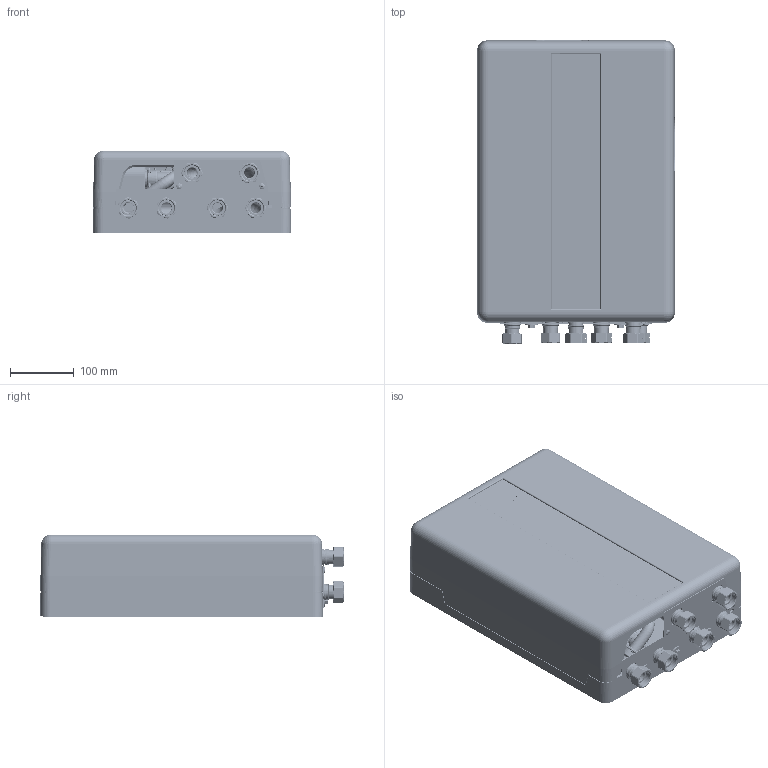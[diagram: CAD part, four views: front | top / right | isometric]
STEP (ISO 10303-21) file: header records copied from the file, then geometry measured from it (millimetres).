
FILE_DESCRIPTION (( 'STEP AP214' ), '1' );
FILE_NAME ('145B4171.STEP', '2023-09-12T08:56:32', ( '' ), ( '' ), 'SwSTEP 2.0', 'SolidWorks 2020', '' );
FILE_SCHEMA (( 'AUTOMOTIVE_DESIGN' ));
Length unit declared in the file: millimetre
Products named in the file (3): 145B4171; 145B4171-Unit; 145B4171-Cover
Assembly tree (2 placements, depth 2):
  145B4171
    145B4171-Unit
    145B4171-Cover
Bounding box: 310 x 475.6 x 130 mm (x, y, z)
Volume: 4497714.9 mm3; surface area: 1431499.6 mm2
Topology: 4 solids, 240 shells, 3611 faces, 14978 edges, 11267 vertices
Faces by surface type: cylinder 1289, plane 999, bspline 537, cone 404, torus 361, sphere 21
Entity records: 259228 total; most frequent: CARTESIAN_POINT 110864, ORIENTED_EDGE 22323, DIRECTION 19245, EDGE_CURVE 14913, VERTEX_POINT 11265, AXIS2_PLACEMENT_3D 7321, B_SPLINE_CURVE_WITH_KNOTS 4973, VECTOR 4603
